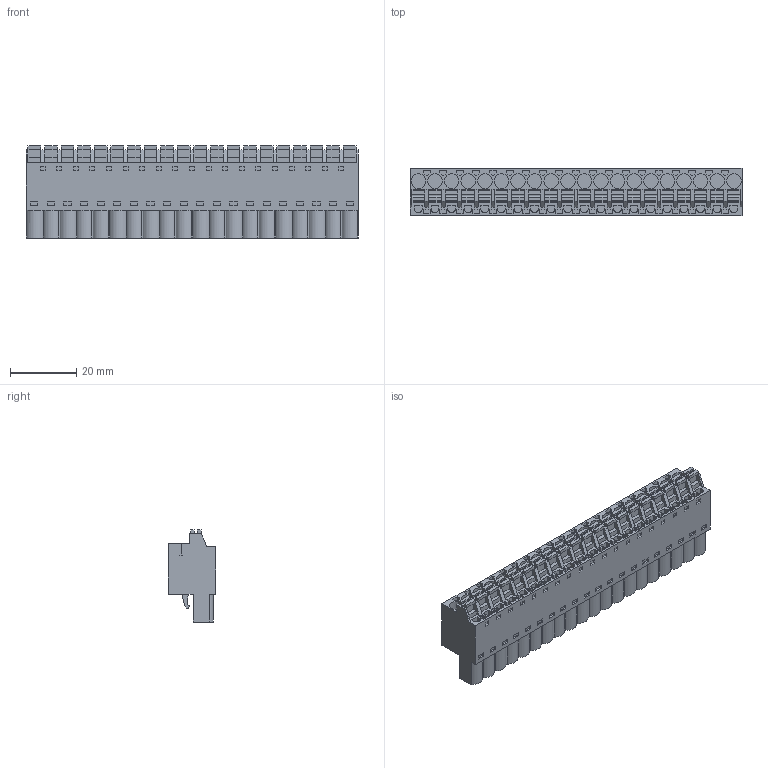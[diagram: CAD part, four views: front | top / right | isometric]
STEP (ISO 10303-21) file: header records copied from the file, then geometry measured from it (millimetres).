
FILE_DESCRIPTION(('CATIA V5 STEP Exchange','CAx-IF Rec.Pracs.--- Model Styling and Organization---1.2---2011-12-15'),'2;1');
FILE_NAME ('D1449814_0_1211770000_1211770000.stp','2017-04-27T12:32:38+00:00',('none'),('Weidmueller'),'CATIA Version 5-6 Release 2014','CATIA V5 STEP AP214','none');
FILE_SCHEMA(('AUTOMOTIVE_DESIGN { 1 0 10303 214 1 1 1 1 }'));
Length unit declared in the file: millimetre
Products named in the file (1): 1211770000
Bounding box: 100 x 14.2 x 27.73 mm (x, y, z)
Volume: 25048.6 mm3; surface area: 13110.9 mm2
Topology: 21 solids, 21 shells, 1655 faces, 4839 edges, 3385 vertices
Faces by surface type: plane 1507, cylinder 144, extrusion 4
Entity records: 53048 total; most frequent: ORIENTED_EDGE 9678, CARTESIAN_POINT 9412, DIRECTION 6885, EDGE_CURVE 4839, VECTOR 4508, LINE 4504, VERTEX_POINT 3385, EDGE_LOOP 1852
